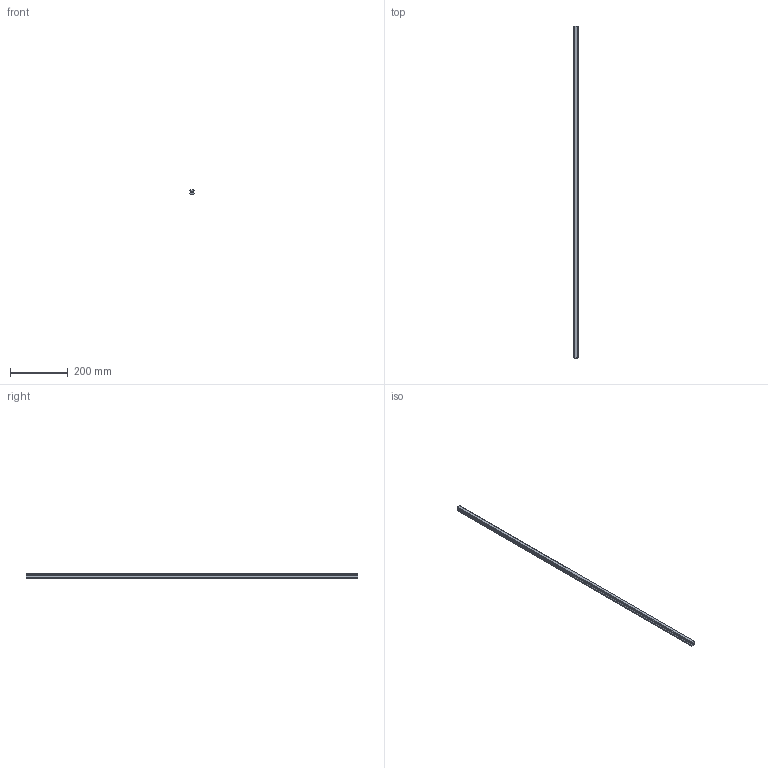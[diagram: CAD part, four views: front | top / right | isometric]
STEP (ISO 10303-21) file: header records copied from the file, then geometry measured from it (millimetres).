
FILE_DESCRIPTION(('STEP AP214'),'1');
FILE_NAME('cctmp_38F428F9-8385-4A73-B5CE-D91833041B48_2021_01_19_14_36_05_0640..stp','2021-01-19T13:36:05',('HIWIN GmbH'),('CADClick - www.CADClick.com'),'Spatial InterOp 3D',' ','unknown authorization');
FILE_SCHEMA(('AUTOMOTIVE_DESIGN'));
Length unit declared in the file: millimetre
Products named in the file (1): HGR15T1150C_FILE
Bounding box: 15 x 1150 x 15 mm (x, y, z)
Volume: 215890.5 mm3; surface area: 73159.2 mm2
Topology: 1 solids, 1 shells, 191 faces, 517 edges, 313 vertices
Faces by surface type: plane 89, cylinder 64, cone 38
Entity records: 7241 total; most frequent: DIRECTION 991, CARTESIAN_POINT 984, ORIENTED_EDGE 958, EDGE_CURVE 479, LINE 351, VECTOR 351, AXIS2_PLACEMENT_3D 320, VERTEX_POINT 313
